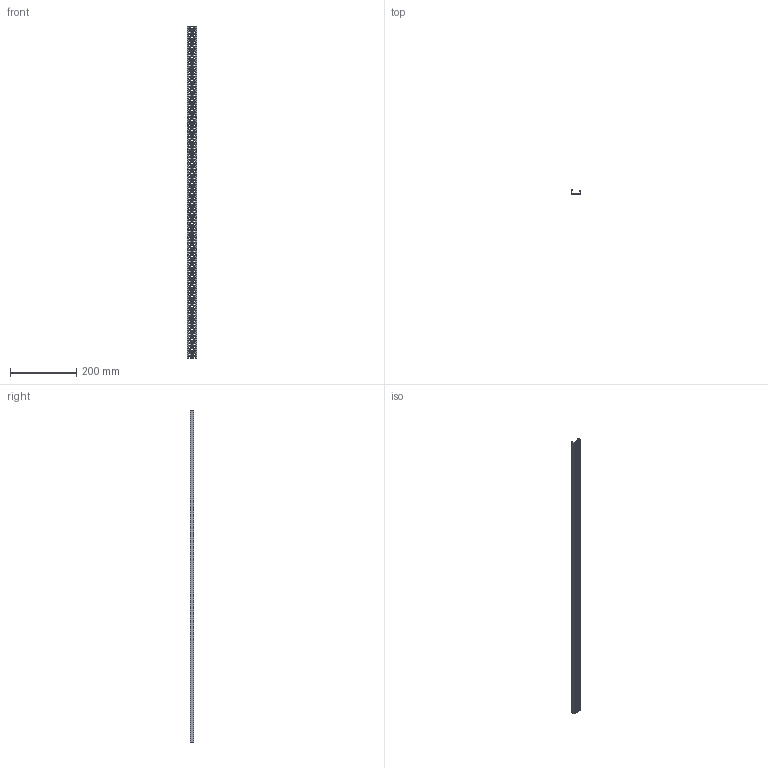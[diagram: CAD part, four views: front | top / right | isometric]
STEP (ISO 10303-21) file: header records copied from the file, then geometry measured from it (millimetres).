
FILE_DESCRIPTION((''),'2;1');
FILE_NAME('00110100210','2019-11-29T',('presta_be4'),(''),'CREO PARAMETRIC BY PTC INC, 2018360','CREO PARAMETRIC BY PTC INC, 2018360','');
FILE_SCHEMA(('CONFIG_CONTROL_DESIGN'));
Length unit declared in the file: millimetre
Products named in the file (1): 00110100210
Bounding box: 27.42 x 10.82 x 1000.02 mm (x, y, z)
Volume: 49171.1 mm3; surface area: 88027.2 mm2
Topology: 1 solids, 1 shells, 1222 faces, 3660 edges, 2440 vertices
Faces by surface type: plane 622, cylinder 600
Entity records: 42714 total; most frequent: CARTESIAN_POINT 7322, ORIENTED_EDGE 7320, DIRECTION 7304, EDGE_CURVE 3660, VECTOR 2460, LINE 2460, VERTEX_POINT 2440, AXIS2_PLACEMENT_3D 2422
